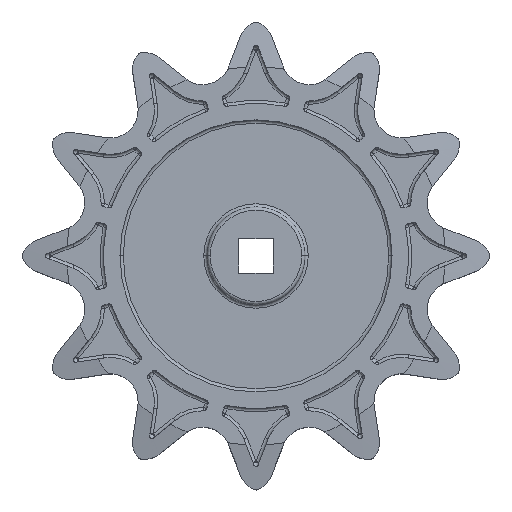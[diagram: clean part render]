
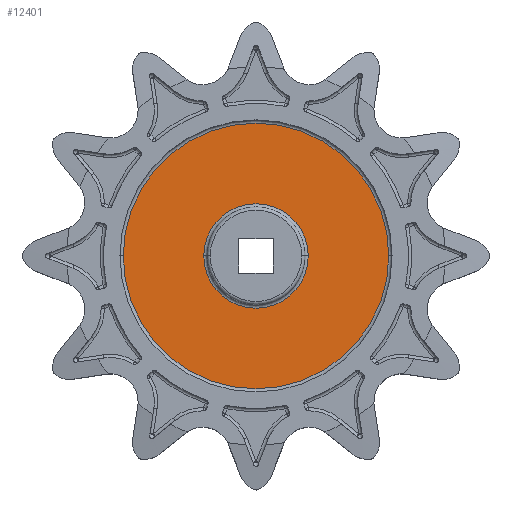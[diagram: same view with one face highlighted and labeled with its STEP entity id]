
A CAD part, top view. The second image highlights one B-rep face of the part: STEP entity #12401.
In plain terms, the highlighted planar face has unit normal (0, 0, 1).
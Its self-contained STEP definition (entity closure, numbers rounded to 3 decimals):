
#1238=CARTESIAN_POINT('',(0.,0.,1.));
#1239=DIRECTION('',(0.,0.,1.));
#1240=DIRECTION('',(-1.,0.,0.));
#1241=AXIS2_PLACEMENT_3D('',#1238,#1239,#1240);
#1243=CARTESIAN_POINT('',(0.,0.,1.));
#1244=DIRECTION('',(0.,0.,1.));
#1245=DIRECTION('',(1.,0.,0.));
#1246=AXIS2_PLACEMENT_3D('',#1243,#1244,#1245);
#1248=CARTESIAN_POINT('',(0.,0.,1.));
#1249=DIRECTION('',(0.,0.,-1.));
#1250=DIRECTION('',(-1.,0.,0.));
#1251=AXIS2_PLACEMENT_3D('',#1248,#1249,#1250);
#1253=CARTESIAN_POINT('',(0.,0.,1.));
#1254=DIRECTION('',(0.,0.,-1.));
#1255=DIRECTION('',(1.,0.,0.));
#1256=AXIS2_PLACEMENT_3D('',#1253,#1254,#1255);
#9680=CARTESIAN_POINT('',(-4.8,0.,1.));
#9681=CARTESIAN_POINT('',(4.8,0.,1.));
#9682=VERTEX_POINT('',#9680);
#9683=VERTEX_POINT('',#9681);
#9704=CARTESIAN_POINT('',(-12.2,0.,1.));
#9705=CARTESIAN_POINT('',(12.2,0.,1.));
#9706=VERTEX_POINT('',#9704);
#9707=VERTEX_POINT('',#9705);
#12385=CARTESIAN_POINT('',(0.,0.,1.));
#12386=DIRECTION('',(0.,0.,-1.));
#12387=DIRECTION('',(1.,0.,0.));
#12388=AXIS2_PLACEMENT_3D('',#12385,#12386,#12387);
#12389=PLANE('',#12388);
#12391=ORIENTED_EDGE('',*,*,#12390,.T.);
#12392=ORIENTED_EDGE('',*,*,#12375,.T.);
#12393=EDGE_LOOP('',(#12391,#12392));
#12394=FACE_OUTER_BOUND('',#12393,.F.);
#12396=ORIENTED_EDGE('',*,*,#12395,.T.);
#12398=ORIENTED_EDGE('',*,*,#12397,.T.);
#12399=EDGE_LOOP('',(#12396,#12398));
#12400=FACE_BOUND('',#12399,.F.);
#12401=ADVANCED_FACE('',(#12394,#12400),#12389,.F.);
#1242=CIRCLE('',#1241,4.8);
#1247=CIRCLE('',#1246,4.8);
#1252=CIRCLE('',#1251,12.2);
#1257=CIRCLE('',#1256,12.2);
#12375=EDGE_CURVE('',#9707,#9706,#1257,.T.);
#12390=EDGE_CURVE('',#9706,#9707,#1252,.T.);
#12395=EDGE_CURVE('',#9682,#9683,#1242,.T.);
#12397=EDGE_CURVE('',#9683,#9682,#1247,.T.);
